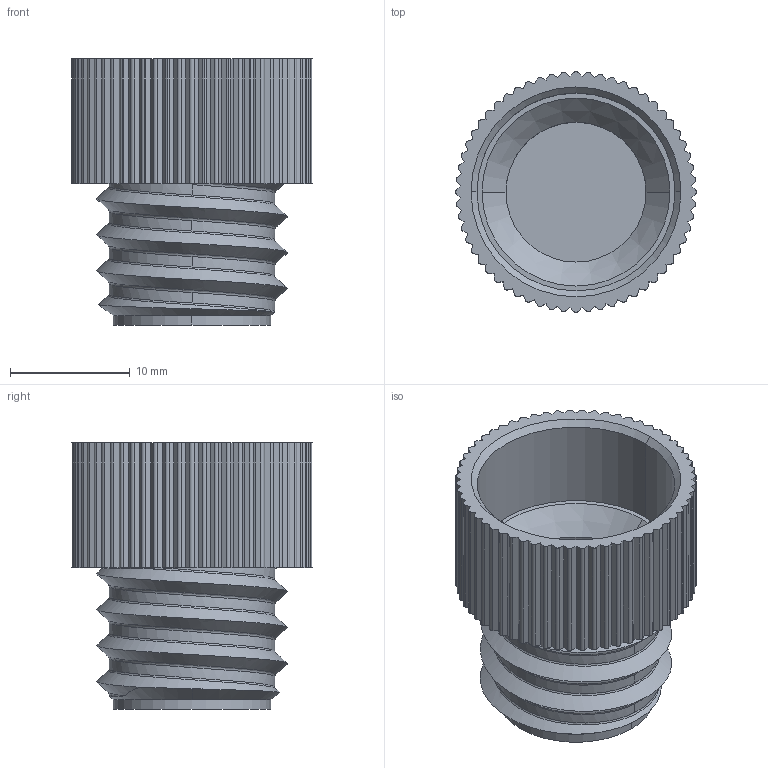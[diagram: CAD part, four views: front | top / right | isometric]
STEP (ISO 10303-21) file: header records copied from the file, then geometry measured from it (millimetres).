
FILE_DESCRIPTION (( 'STEP AP203' ), '1' );
FILE_NAME ('4WayLid_HandOperated_SAK_V1_0_0.STEP', '2020-03-19T15:40:53', ( '' ), ( '' ), 'SwSTEP 2.0', 'SolidWorks 2019', '' );
FILE_SCHEMA (( 'CONFIG_CONTROL_DESIGN' ));
Length unit declared in the file: millimetre
Products named in the file (2): 4WayLid_HandOperated_SAK_V1_0_0
Bounding box: 20.08 x 20.08 x 22.2 mm (x, y, z)
Volume: 1872.1 mm3; surface area: 2956.1 mm2
Topology: 1 solids, 1 shells, 230 faces, 673 edges, 448 vertices
Faces by surface type: plane 126, cylinder 89, bspline 9, cone 6
Entity records: 14979 total; most frequent: CARTESIAN_POINT 8663, ORIENTED_EDGE 1346, DIRECTION 1247, EDGE_CURVE 673, LINE 455, VECTOR 455, VERTEX_POINT 448, AXIS2_PLACEMENT_3D 396
